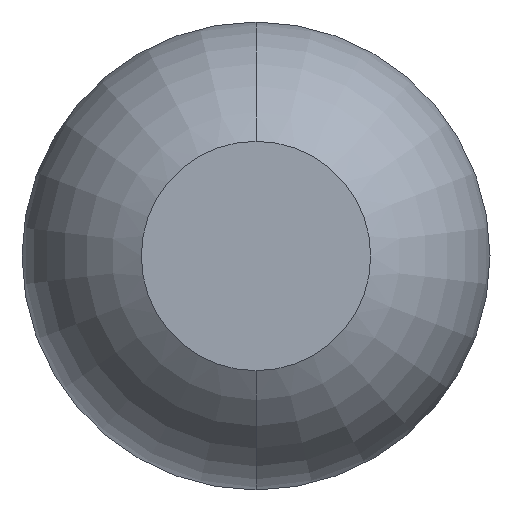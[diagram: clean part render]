
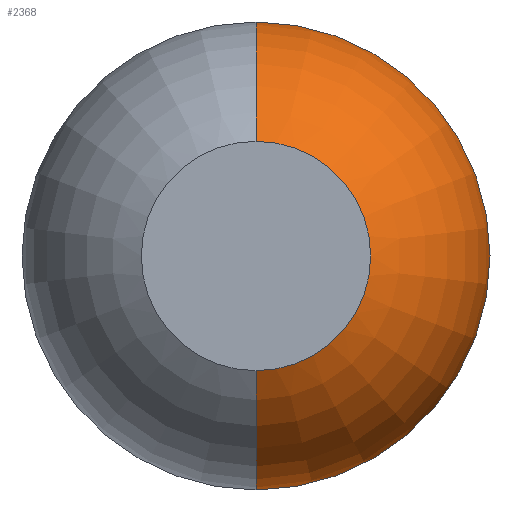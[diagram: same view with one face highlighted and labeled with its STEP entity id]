
A CAD part, front view. The second image highlights one B-rep face of the part: STEP entity #2368.
In plain terms, the highlighted toroidal (fillet/blend) face has major radius 0.01 mm and minor radius 0.5 mm.
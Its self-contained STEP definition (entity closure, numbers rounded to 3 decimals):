
#20 = DIRECTION ( 'NONE',  ( 0., 1., 0. ) ) ;
#32 = ORIENTED_EDGE ( 'NONE', *, *, #2763, .F. ) ;
#168 = DIRECTION ( 'NONE',  ( 0., 0., 1. ) ) ;
#171 = DIRECTION ( 'NONE',  ( 0., 0., -1. ) ) ;
#179 = CIRCLE ( 'NONE', #1661, 0.5 ) ;
#233 = TOROIDAL_SURFACE ( 'NONE', #3482, 0.01, 0.5 ) ;
#234 = VERTEX_POINT ( 'NONE', #1435 ) ;
#263 = AXIS2_PLACEMENT_3D ( 'NONE', #2124, #3367, #2774 ) ;
#346 = CIRCLE ( 'NONE', #588, 0.51 ) ;
#458 = FACE_OUTER_BOUND ( 'NONE', #689, .T. ) ;
#555 = DIRECTION ( 'NONE',  ( 0., 0., 1. ) ) ;
#588 = AXIS2_PLACEMENT_3D ( 'NONE', #2110, #20, #1473 ) ;
#689 = EDGE_LOOP ( 'NONE', ( #3232, #2562, #3834, #32 ) ) ;
#748 = CARTESIAN_POINT ( 'NONE',  ( 0., -30.4, 0.25 ) ) ;
#845 = CARTESIAN_POINT ( 'NONE',  ( 0., -29.961, 0.51 ) ) ;
#1021 = CIRCLE ( 'NONE', #263, 0.5 ) ;
#1060 = CARTESIAN_POINT ( 'NONE',  ( 0., -29.961, 0. ) ) ;
#1105 = CARTESIAN_POINT ( 'NONE',  ( 0., -30.4, 0. ) ) ;
#1226 = CARTESIAN_POINT ( 'NONE',  ( 0., -30.4, -0.25 ) ) ;
#1435 = CARTESIAN_POINT ( 'NONE',  ( 0., -29.961, -0.51 ) ) ;
#1473 = DIRECTION ( 'NONE',  ( 0., 0., 1. ) ) ;
#1543 = EDGE_CURVE ( 'Defeature ausgef�hrt1_6+Defeature ausgef�hrt1_5+Defeature ausgef�hrt1_5+Defeature ausgef�hrt1_5', #3835, #234, #346, .T. ) ;
#1630 = VERTEX_POINT ( 'NONE', #1226 ) ;
#1661 = AXIS2_PLACEMENT_3D ( 'NONE', #3845, #2668, #555 ) ;
#1888 = EDGE_CURVE ( 'Defeature ausgef�hrt1_21+Defeature ausgef�hrt1_5+Defeature ausgef�hrt1_5+Defeature ausgef�hrt1_5', #1630, #2240, #2047, .T. ) ;
#1999 = AXIS2_PLACEMENT_3D ( 'NONE', #1105, #3749, #171 ) ;
#2047 = CIRCLE ( 'NONE', #1999, 0.25 ) ;
#2110 = CARTESIAN_POINT ( 'NONE',  ( 0., -29.961, 0. ) ) ;
#2124 = CARTESIAN_POINT ( 'NONE',  ( 0., -29.961, -0.01 ) ) ;
#2240 = VERTEX_POINT ( 'NONE', #748 ) ;
#2267 = DIRECTION ( 'NONE',  ( 0., 1., 0. ) ) ;
#2368 = ADVANCED_FACE ( 'Defeature ausgef�hrt1_5', ( #458 ), #233, .T. ) ;
#2562 = ORIENTED_EDGE ( 'NONE', *, *, #3307, .T. ) ;
#2668 = DIRECTION ( 'NONE',  ( -1., 0., 0. ) ) ;
#2763 = EDGE_CURVE ( 'NONE', #2240, #3835, #179, .T. ) ;
#2774 = DIRECTION ( 'NONE',  ( 0., 0., -1. ) ) ;
#3232 = ORIENTED_EDGE ( 'NONE', *, *, #1888, .F. ) ;
#3307 = EDGE_CURVE ( 'NONE', #1630, #234, #1021, .T. ) ;
#3367 = DIRECTION ( 'NONE',  ( 1., 0., 0. ) ) ;
#3482 = AXIS2_PLACEMENT_3D ( 'NONE', #1060, #2267, #168 ) ;
#3749 = DIRECTION ( 'NONE',  ( 0., -1., 0. ) ) ;
#3834 = ORIENTED_EDGE ( 'NONE', *, *, #1543, .F. ) ;
#3835 = VERTEX_POINT ( 'NONE', #845 ) ;
#3845 = CARTESIAN_POINT ( 'NONE',  ( 0., -29.961, 0.01 ) ) ;
